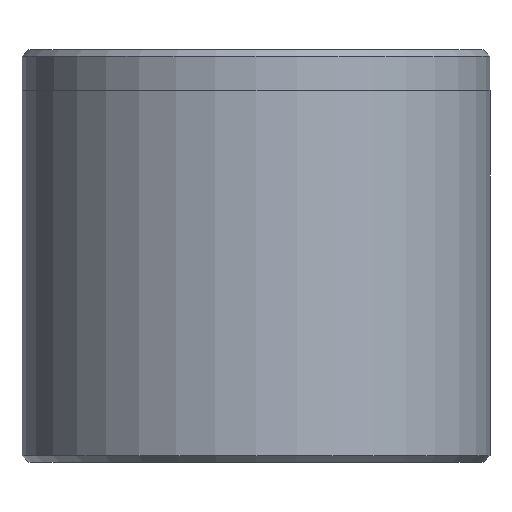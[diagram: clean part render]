
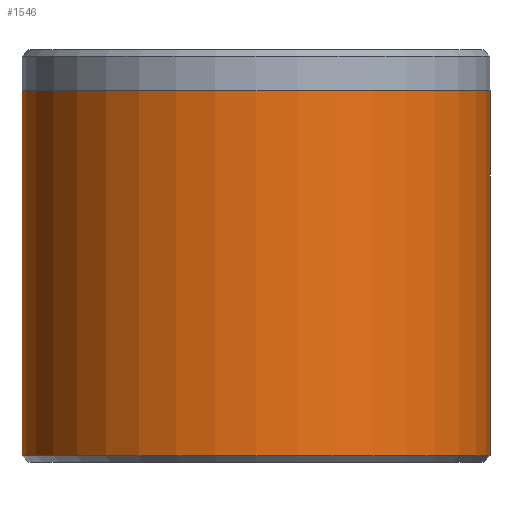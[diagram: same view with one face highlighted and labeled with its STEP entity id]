
A CAD part, front view. The second image highlights one B-rep face of the part: STEP entity #1546.
In plain terms, the highlighted cylindrical face has radius 17 mm (diameter 34 mm), a partial arc.
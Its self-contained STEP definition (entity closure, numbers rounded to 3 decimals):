
#71 = DIRECTION ( 'NONE',  ( -1., 0., 0. ) ) ;
#162 = ORIENTED_EDGE ( 'NONE', *, *, #596, .F. ) ;
#201 = FACE_OUTER_BOUND ( 'NONE', #709, .T. ) ;
#308 = CARTESIAN_POINT ( 'NONE',  ( -17., 0., 30. ) ) ;
#327 = CIRCLE ( 'NONE', #1397, 17. ) ;
#431 = EDGE_CURVE ( 'NONE', #1639, #2112, #1734, .T. ) ;
#441 = DIRECTION ( 'NONE',  ( 0., 0., -1. ) ) ;
#596 = EDGE_CURVE ( 'NONE', #1552, #1639, #327, .T. ) ;
#709 = EDGE_LOOP ( 'NONE', ( #1652, #162, #2178, #1662 ) ) ;
#764 = DIRECTION ( 'NONE',  ( 0., 0., -1. ) ) ;
#846 = VECTOR ( 'NONE', #1754, 1000. ) ;
#848 = CIRCLE ( 'NONE', #1173, 17. ) ;
#927 = DIRECTION ( 'NONE',  ( 0., 0., 1. ) ) ;
#995 = CARTESIAN_POINT ( 'NONE',  ( -17., 0., 27. ) ) ;
#1062 = DIRECTION ( 'NONE',  ( 0., 0., 1. ) ) ;
#1107 = CARTESIAN_POINT ( 'NONE',  ( 17., 0., 0.5 ) ) ;
#1173 = AXIS2_PLACEMENT_3D ( 'NONE', #1981, #927, #2152 ) ;
#1256 = VECTOR ( 'NONE', #764, 1000. ) ;
#1309 = CARTESIAN_POINT ( 'NONE',  ( 17., 0., 30. ) ) ;
#1331 = LINE ( 'NONE', #308, #846 ) ;
#1336 = EDGE_CURVE ( 'NONE', #1364, #2112, #848, .T. ) ;
#1352 = CARTESIAN_POINT ( 'NONE',  ( 0., 0., 30. ) ) ;
#1364 = VERTEX_POINT ( 'NONE', #1650 ) ;
#1397 = AXIS2_PLACEMENT_3D ( 'NONE', #2111, #1062, #2279 ) ;
#1546 = ADVANCED_FACE ( 'NONE', ( #201 ), #1612, .T. ) ;
#1552 = VERTEX_POINT ( 'NONE', #995 ) ;
#1612 = CYLINDRICAL_SURFACE ( 'NONE', #1826, 17. ) ;
#1639 = VERTEX_POINT ( 'NONE', #1890 ) ;
#1650 = CARTESIAN_POINT ( 'NONE',  ( -17., 0., 0.5 ) ) ;
#1652 = ORIENTED_EDGE ( 'NONE', *, *, #431, .F. ) ;
#1662 = ORIENTED_EDGE ( 'NONE', *, *, #1336, .T. ) ;
#1734 = LINE ( 'NONE', #1309, #1256 ) ;
#1747 = EDGE_CURVE ( 'NONE', #1552, #1364, #1331, .T. ) ;
#1754 = DIRECTION ( 'NONE',  ( 0., 0., -1. ) ) ;
#1826 = AXIS2_PLACEMENT_3D ( 'NONE', #1352, #441, #71 ) ;
#1890 = CARTESIAN_POINT ( 'NONE',  ( 17., 0., 27. ) ) ;
#1981 = CARTESIAN_POINT ( 'NONE',  ( 0., 0., 0.5 ) ) ;
#2111 = CARTESIAN_POINT ( 'NONE',  ( 0., 0., 27. ) ) ;
#2112 = VERTEX_POINT ( 'NONE', #1107 ) ;
#2152 = DIRECTION ( 'NONE',  ( 1., 0., 0. ) ) ;
#2178 = ORIENTED_EDGE ( 'NONE', *, *, #1747, .T. ) ;
#2279 = DIRECTION ( 'NONE',  ( 1., 0., 0. ) ) ;
